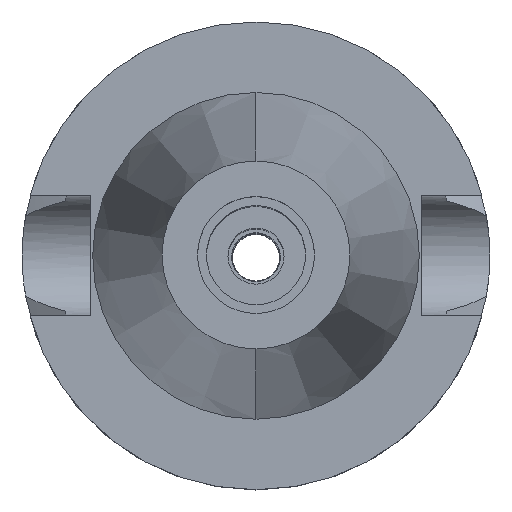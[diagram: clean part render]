
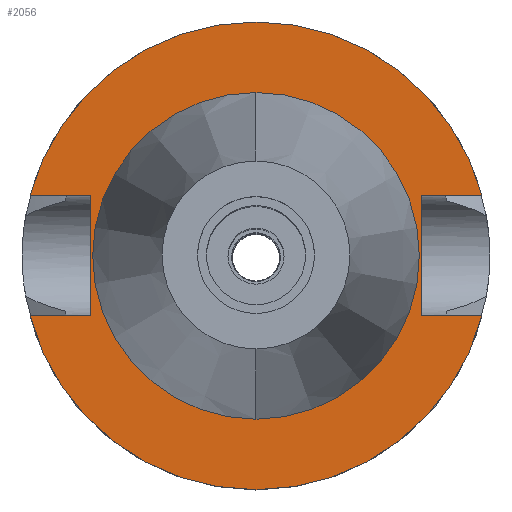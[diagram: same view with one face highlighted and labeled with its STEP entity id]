
A CAD part, top view. The second image highlights one B-rep face of the part: STEP entity #2056.
In plain terms, the highlighted planar face has unit normal (0, 0, 1).
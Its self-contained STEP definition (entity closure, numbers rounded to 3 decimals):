
#780=DIRECTION('',(1.,0.,0.));
#781=VECTOR('',#780,12.921);
#782=CARTESIAN_POINT('',(35.4,12.85,-1.5));
#783=LINE('',#782,#781);
#827=DIRECTION('',(0.,1.,0.));
#828=VECTOR('',#827,25.7);
#829=CARTESIAN_POINT('',(-35.4,-12.85,-1.5));
#830=LINE('',#829,#828);
#834=DIRECTION('',(-1.,0.,0.));
#835=VECTOR('',#834,12.921);
#836=CARTESIAN_POINT('',(-35.4,12.85,-1.5));
#837=LINE('',#836,#835);
#841=CARTESIAN_POINT('',(0.,0.,-1.5));
#842=DIRECTION('',(0.,0.,-1.));
#843=DIRECTION('',(-0.966,0.257,0.));
#844=AXIS2_PLACEMENT_3D('',#841,#842,#843);
#849=CARTESIAN_POINT('',(0.,0.,-1.5));
#850=DIRECTION('',(0.,0.,-1.));
#851=DIRECTION('',(0.,1.,0.));
#852=AXIS2_PLACEMENT_3D('',#849,#850,#851);
#857=DIRECTION('',(0.,-1.,0.));
#858=VECTOR('',#857,25.7);
#859=CARTESIAN_POINT('',(35.4,12.85,-1.5));
#860=LINE('',#859,#858);
#864=DIRECTION('',(1.,0.,0.));
#865=VECTOR('',#864,12.921);
#866=CARTESIAN_POINT('',(35.4,-12.85,-1.5));
#867=LINE('',#866,#865);
#871=CARTESIAN_POINT('',(0.,0.,-1.5));
#872=DIRECTION('',(0.,0.,-1.));
#873=DIRECTION('',(0.966,-0.257,0.));
#874=AXIS2_PLACEMENT_3D('',#871,#872,#873);
#879=CARTESIAN_POINT('',(0.,0.,-1.5));
#880=DIRECTION('',(0.,0.,-1.));
#881=DIRECTION('',(0.,-1.,0.));
#882=AXIS2_PLACEMENT_3D('',#879,#880,#881);
#887=CARTESIAN_POINT('',(0.,0.,-1.5));
#888=DIRECTION('',(0.,0.,1.));
#889=DIRECTION('',(0.,-1.,0.));
#890=AXIS2_PLACEMENT_3D('',#887,#888,#889);
#895=CARTESIAN_POINT('',(0.,0.,-1.5));
#896=DIRECTION('',(0.,0.,1.));
#897=DIRECTION('',(0.,1.,0.));
#898=AXIS2_PLACEMENT_3D('',#895,#896,#897);
#933=DIRECTION('',(-1.,0.,0.));
#934=VECTOR('',#933,12.921);
#935=CARTESIAN_POINT('',(-35.4,-12.85,-1.5));
#936=LINE('',#935,#934);
#1311=CARTESIAN_POINT('',(-35.4,-12.85,-1.5));
#1312=VERTEX_POINT('',#1311);
#1313=CARTESIAN_POINT('',(-48.321,-12.85,-1.5));
#1314=VERTEX_POINT('',#1313);
#1317=CARTESIAN_POINT('',(-35.4,12.85,-1.5));
#1318=VERTEX_POINT('',#1317);
#1319=CARTESIAN_POINT('',(-48.321,12.85,-1.5));
#1320=VERTEX_POINT('',#1319);
#1321=CARTESIAN_POINT('',(0.,50.,-1.5));
#1322=CARTESIAN_POINT('',(48.321,12.85,-1.5));
#1323=VERTEX_POINT('',#1321);
#1324=VERTEX_POINT('',#1322);
#1325=CARTESIAN_POINT('',(35.4,12.85,-1.5));
#1326=VERTEX_POINT('',#1325);
#1327=CARTESIAN_POINT('',(35.4,-12.85,-1.5));
#1328=VERTEX_POINT('',#1327);
#1329=CARTESIAN_POINT('',(48.321,-12.85,-1.5));
#1330=VERTEX_POINT('',#1329);
#1331=CARTESIAN_POINT('',(0.,-50.,-1.5));
#1332=VERTEX_POINT('',#1331);
#1333=CARTESIAN_POINT('',(0.,-34.925,-1.5));
#1334=CARTESIAN_POINT('',(0.,34.925,-1.5));
#1335=VERTEX_POINT('',#1333);
#1336=VERTEX_POINT('',#1334);
#2025=CARTESIAN_POINT('',(0.,0.,-1.5));
#2026=DIRECTION('',(0.,0.,-1.));
#2027=DIRECTION('',(0.,-1.,0.));
#2028=AXIS2_PLACEMENT_3D('',#2025,#2026,#2027);
#2029=PLANE('',#2028);
#2031=ORIENTED_EDGE('',*,*,#2030,.T.);
#2033=ORIENTED_EDGE('',*,*,#2032,.T.);
#2035=ORIENTED_EDGE('',*,*,#2034,.T.);
#2037=ORIENTED_EDGE('',*,*,#2036,.T.);
#2038=ORIENTED_EDGE('',*,*,#2001,.F.);
#2039=ORIENTED_EDGE('',*,*,#2015,.T.);
#2041=ORIENTED_EDGE('',*,*,#2040,.T.);
#2043=ORIENTED_EDGE('',*,*,#2042,.T.);
#2045=ORIENTED_EDGE('',*,*,#2044,.T.);
#2047=ORIENTED_EDGE('',*,*,#2046,.F.);
#2048=EDGE_LOOP('',(#2031,#2033,#2035,#2037,#2038,#2039,#2041,#2043,#2045,
#2047));
#2049=FACE_OUTER_BOUND('',#2048,.F.);
#2051=ORIENTED_EDGE('',*,*,#2050,.T.);
#2053=ORIENTED_EDGE('',*,*,#2052,.T.);
#2054=EDGE_LOOP('',(#2051,#2053));
#2055=FACE_BOUND('',#2054,.F.);
#845=CIRCLE('',#844,50.);
#853=CIRCLE('',#852,50.);
#875=CIRCLE('',#874,50.);
#883=CIRCLE('',#882,50.);
#891=CIRCLE('',#890,34.925);
#899=CIRCLE('',#898,34.925);
#2001=EDGE_CURVE('',#1326,#1324,#783,.T.);
#2015=EDGE_CURVE('',#1326,#1328,#860,.T.);
#2030=EDGE_CURVE('',#1312,#1318,#830,.T.);
#2032=EDGE_CURVE('',#1318,#1320,#837,.T.);
#2034=EDGE_CURVE('',#1320,#1323,#845,.T.);
#2036=EDGE_CURVE('',#1323,#1324,#853,.T.);
#2040=EDGE_CURVE('',#1328,#1330,#867,.T.);
#2042=EDGE_CURVE('',#1330,#1332,#875,.T.);
#2044=EDGE_CURVE('',#1332,#1314,#883,.T.);
#2046=EDGE_CURVE('',#1312,#1314,#936,.T.);
#2050=EDGE_CURVE('',#1335,#1336,#891,.T.);
#2052=EDGE_CURVE('',#1336,#1335,#899,.T.);
#2056=ADVANCED_FACE('',(#2049,#2055),#2029,.F.);
